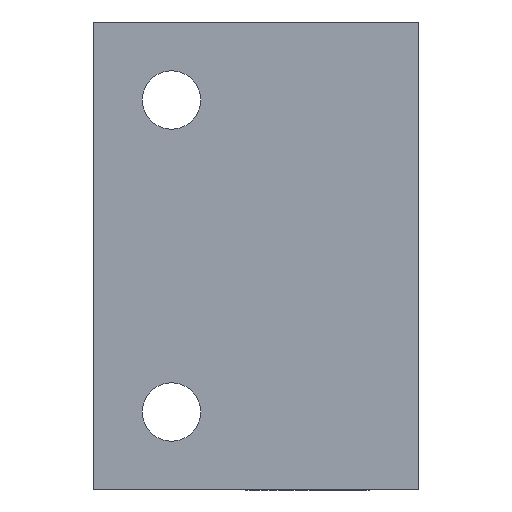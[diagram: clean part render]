
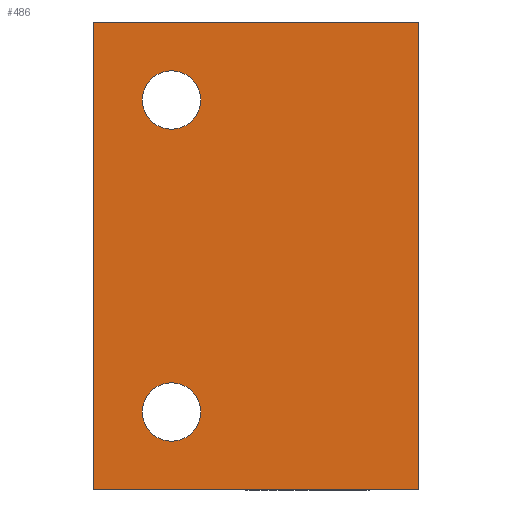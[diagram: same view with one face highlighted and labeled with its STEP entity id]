
A CAD part, left-side view. The second image highlights one B-rep face of the part: STEP entity #486.
In plain terms, the highlighted planar face has unit normal (-1, 0, 0).
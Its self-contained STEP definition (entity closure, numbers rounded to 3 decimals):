
#90 = VERTEX_POINT ( 'NONE', #288 ) ;
#91 = VERTEX_POINT ( 'NONE', #289 ) ;
#93 = VERTEX_POINT ( 'NONE', #291 ) ;
#94 = VERTEX_POINT ( 'NONE', #292 ) ;
#110 = VERTEX_POINT ( 'NONE', #308 ) ;
#156 = VERTEX_POINT ( 'NONE', #354 ) ;
#157 = VERTEX_POINT ( 'NONE', #355 ) ;
#160 = VERTEX_POINT ( 'NONE', #358 ) ;
#288 = CARTESIAN_POINT ( 'NONE',  ( -8., 10., -9.75 ) ) ;
#289 = CARTESIAN_POINT ( 'NONE',  ( -8., 10., -14.25 ) ) ;
#291 = CARTESIAN_POINT ( 'NONE',  ( -8., 10., 14.25 ) ) ;
#292 = CARTESIAN_POINT ( 'NONE',  ( -8., 10., 9.75 ) ) ;
#308 = CARTESIAN_POINT ( 'NONE',  ( -8., 16., -18. ) ) ;
#354 = CARTESIAN_POINT ( 'NONE',  ( -8., -9., -18. ) ) ;
#355 = CARTESIAN_POINT ( 'NONE',  ( -8., -9., 18. ) ) ;
#358 = CARTESIAN_POINT ( 'NONE',  ( -8., 16., 18. ) ) ;
#432 = PLANE ( 'NONE',  #3393 ) ;
#442 = CARTESIAN_POINT ( 'NONE',  ( -8., -9., 0. ) ) ;
#443 = DIRECTION ( 'NONE',  ( -1., 0., 0. ) ) ;
#444 = DIRECTION ( 'NONE',  ( 0., 0., 1. ) ) ;
#486 = ADVANCED_FACE ( 'NONE', ( #1045, #1050, #1052 ), #432, .T. ) ;
#613 = ORIENTED_EDGE ( 'NONE', *, *, #3082, .T. ) ;
#614 = ORIENTED_EDGE ( 'NONE', *, *, #3114, .T. ) ;
#615 = ORIENTED_EDGE ( 'NONE', *, *, #3081, .T. ) ;
#616 = ORIENTED_EDGE ( 'NONE', *, *, #3118, .T. ) ;
#617 = ORIENTED_EDGE ( 'NONE', *, *, #3117, .T. ) ;
#618 = ORIENTED_EDGE ( 'NONE', *, *, #3119, .F. ) ;
#619 = ORIENTED_EDGE ( 'NONE', *, *, #3120, .F. ) ;
#620 = ORIENTED_EDGE ( 'NONE', *, *, #3116, .F. ) ;
#1045 = FACE_BOUND ( 'NONE', #2835, .T. ) ;
#1050 = FACE_BOUND ( 'NONE', #2833, .T. ) ;
#1052 = FACE_OUTER_BOUND ( 'NONE', #2832, .T. ) ;
#1177 = CIRCLE ( 'NONE', #3384, 2.25 ) ;
#1179 = CIRCLE ( 'NONE', #3496, 2.25 ) ;
#1227 = VECTOR ( 'NONE', #2228, 1000. ) ;
#1228 = LINE ( 'NONE', #2211, #1232 ) ;
#1229 = CIRCLE ( 'NONE', #3512, 2.25 ) ;
#1230 = LINE ( 'NONE', #2220, #1231 ) ;
#1231 = VECTOR ( 'NONE', #2221, 1000. ) ;
#1232 = VECTOR ( 'NONE', #2223, 1000. ) ;
#1233 = LINE ( 'NONE', #2227, #1227 ) ;
#1236 = LINE ( 'NONE', #2222, #1238 ) ;
#1237 = CIRCLE ( 'NONE', #3507, 2.25 ) ;
#1238 = VECTOR ( 'NONE', #2230, 1000. ) ;
#2134 = CARTESIAN_POINT ( 'NONE',  ( -8., 10., -12. ) ) ;
#2135 = DIRECTION ( 'NONE',  ( 1., 0., 0. ) ) ;
#2136 = DIRECTION ( 'NONE',  ( 0., 0., 1. ) ) ;
#2137 = CARTESIAN_POINT ( 'NONE',  ( -8., 10., 12. ) ) ;
#2138 = DIRECTION ( 'NONE',  ( 1., 0., 0. ) ) ;
#2139 = DIRECTION ( 'NONE',  ( 0., 0., 1. ) ) ;
#2206 = CARTESIAN_POINT ( 'NONE',  ( -8., 10., 12. ) ) ;
#2211 = CARTESIAN_POINT ( 'NONE',  ( -8., 3.5, -18. ) ) ;
#2216 = DIRECTION ( 'NONE',  ( 1., 0., 0. ) ) ;
#2217 = DIRECTION ( 'NONE',  ( 0., 0., 1. ) ) ;
#2220 = CARTESIAN_POINT ( 'NONE',  ( -8., 16., 0. ) ) ;
#2221 = DIRECTION ( 'NONE',  ( 0., 0., 1. ) ) ;
#2222 = CARTESIAN_POINT ( 'NONE',  ( -8., 3.5, 18. ) ) ;
#2223 = DIRECTION ( 'NONE',  ( 0., -1., 0. ) ) ;
#2224 = CARTESIAN_POINT ( 'NONE',  ( -8., 10., -12. ) ) ;
#2225 = DIRECTION ( 'NONE',  ( 1., 0., 0. ) ) ;
#2226 = DIRECTION ( 'NONE',  ( 0., 0., 1. ) ) ;
#2227 = CARTESIAN_POINT ( 'NONE',  ( -8., -9., 0. ) ) ;
#2228 = DIRECTION ( 'NONE',  ( 0., 0., -1. ) ) ;
#2230 = DIRECTION ( 'NONE',  ( 0., -1., 0. ) ) ;
#2832 = EDGE_LOOP ( 'NONE', ( #617, #618, #619, #620 ) ) ;
#2833 = EDGE_LOOP ( 'NONE', ( #615, #616 ) ) ;
#2835 = EDGE_LOOP ( 'NONE', ( #613, #614 ) ) ;
#3081 = EDGE_CURVE ( 'NONE', #90, #91, #1177, .T. ) ;
#3082 = EDGE_CURVE ( 'NONE', #93, #94, #1179, .T. ) ;
#3114 = EDGE_CURVE ( 'NONE', #94, #93, #1229, .T. ) ;
#3116 = EDGE_CURVE ( 'NONE', #110, #160, #1230, .T. ) ;
#3117 = EDGE_CURVE ( 'NONE', #110, #156, #1228, .T. ) ;
#3118 = EDGE_CURVE ( 'NONE', #91, #90, #1237, .T. ) ;
#3119 = EDGE_CURVE ( 'NONE', #157, #156, #1233, .T. ) ;
#3120 = EDGE_CURVE ( 'NONE', #160, #157, #1236, .T. ) ;
#3384 = AXIS2_PLACEMENT_3D ( 'NONE', #2134, #2135, #2136 ) ;
#3393 = AXIS2_PLACEMENT_3D ( 'NONE', #442, #443, #444 ) ;
#3496 = AXIS2_PLACEMENT_3D ( 'NONE', #2137, #2138, #2139 ) ;
#3507 = AXIS2_PLACEMENT_3D ( 'NONE', #2224, #2225, #2226 ) ;
#3512 = AXIS2_PLACEMENT_3D ( 'NONE', #2206, #2216, #2217 ) ;
